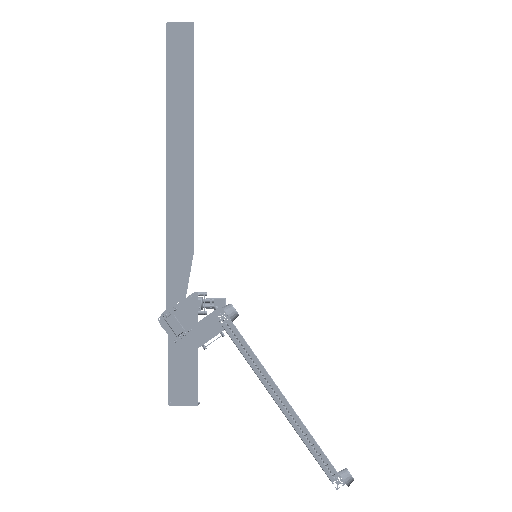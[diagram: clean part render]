
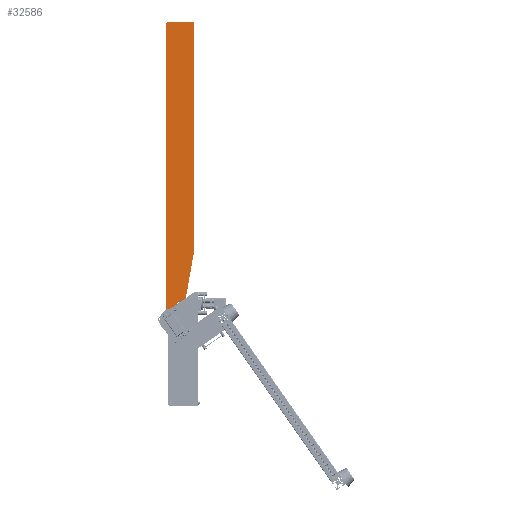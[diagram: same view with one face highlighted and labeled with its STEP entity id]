
A CAD part, left-side view. The second image highlights one B-rep face of the part: STEP entity #32586.
In plain terms, the highlighted planar face has unit normal (-1, 0, 0).
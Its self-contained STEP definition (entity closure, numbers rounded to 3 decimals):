
#1754=FACE_BOUND('',#5413,.T.);
#1755=FACE_BOUND('',#5414,.T.);
#1756=FACE_BOUND('',#5415,.T.);
#2609=PLANE('',#35376);
#3575=FACE_OUTER_BOUND('',#5412,.T.);
#5412=EDGE_LOOP('',(#22992,#22993,#22994,#22995,#22996,#22997,#22998,#22999,
#23000,#23001,#23002,#23003,#23004,#23005,#23006,#23007,#23008,#23009,#23010,
#23011,#23012));
#5413=EDGE_LOOP('',(#23013));
#5414=EDGE_LOOP('',(#23014));
#5415=EDGE_LOOP('',(#23015));
#8062=LINE('',#50073,#10764);
#8075=LINE('',#50127,#10777);
#8078=LINE('',#50136,#10780);
#8080=LINE('',#50144,#10782);
#8081=LINE('',#50148,#10783);
#8082=LINE('',#50152,#10784);
#8083=LINE('',#50156,#10785);
#8084=LINE('',#50161,#10786);
#8085=LINE('',#50164,#10787);
#8086=LINE('',#50165,#10788);
#10764=VECTOR('',#39487,10.);
#10777=VECTOR('',#39534,10.);
#10780=VECTOR('',#39543,10.);
#10782=VECTOR('',#39551,10.);
#10783=VECTOR('',#39554,10.);
#10784=VECTOR('',#39557,10.);
#10785=VECTOR('',#39560,10.);
#10786=VECTOR('',#39565,10.);
#10787=VECTOR('',#39568,10.);
#10788=VECTOR('',#39569,10.);
#13453=CIRCLE('',#35354,5.);
#13467=CIRCLE('',#35371,5.);
#13468=CIRCLE('',#35374,5.);
#13469=CIRCLE('',#35377,10.);
#13470=CIRCLE('',#35378,1.);
#13471=CIRCLE('',#35379,1.);
#13472=CIRCLE('',#35380,3.05);
#13473=CIRCLE('',#35381,1.);
#13474=CIRCLE('',#35382,1.);
#13475=CIRCLE('',#35383,10.);
#13476=CIRCLE('',#35384,5.);
#13477=CIRCLE('',#35385,1.6);
#13478=CIRCLE('',#35386,1.6);
#13479=CIRCLE('',#35387,1.6);
#15248=VERTEX_POINT('',#50063);
#15249=VERTEX_POINT('',#50065);
#15251=VERTEX_POINT('',#50071);
#15273=VERTEX_POINT('',#50119);
#15274=VERTEX_POINT('',#50121);
#15275=VERTEX_POINT('',#50125);
#15276=VERTEX_POINT('',#50129);
#15277=VERTEX_POINT('',#50131);
#15278=VERTEX_POINT('',#50135);
#15279=VERTEX_POINT('',#50139);
#15280=VERTEX_POINT('',#50141);
#15281=VERTEX_POINT('',#50143);
#15282=VERTEX_POINT('',#50145);
#15283=VERTEX_POINT('',#50147);
#15284=VERTEX_POINT('',#50149);
#15285=VERTEX_POINT('',#50151);
#15286=VERTEX_POINT('',#50153);
#15287=VERTEX_POINT('',#50155);
#15288=VERTEX_POINT('',#50157);
#15289=VERTEX_POINT('',#50159);
#15290=VERTEX_POINT('',#50163);
#15291=VERTEX_POINT('',#50166);
#15292=VERTEX_POINT('',#50168);
#15293=VERTEX_POINT('',#50170);
#18273=EDGE_CURVE('',#15248,#15249,#13453,.T.);
#18277=EDGE_CURVE('',#15248,#15251,#8062,.T.);
#18301=EDGE_CURVE('',#15273,#15274,#13467,.T.);
#18304=EDGE_CURVE('',#15273,#15275,#8075,.T.);
#18306=EDGE_CURVE('',#15276,#15277,#13468,.T.);
#18308=EDGE_CURVE('',#15278,#15277,#8078,.T.);
#18310=EDGE_CURVE('',#15251,#15279,#13469,.T.);
#18311=EDGE_CURVE('',#15280,#15279,#13470,.T.);
#18312=EDGE_CURVE('',#15280,#15281,#8080,.T.);
#18313=EDGE_CURVE('',#15282,#15281,#13471,.T.);
#18314=EDGE_CURVE('',#15282,#15283,#8081,.T.);
#18315=EDGE_CURVE('',#15283,#15284,#13472,.T.);
#18316=EDGE_CURVE('',#15284,#15285,#8082,.T.);
#18317=EDGE_CURVE('',#15286,#15285,#13473,.T.);
#18318=EDGE_CURVE('',#15286,#15287,#8083,.T.);
#18319=EDGE_CURVE('',#15288,#15287,#13474,.T.);
#18320=EDGE_CURVE('',#15288,#15289,#13475,.T.);
#18321=EDGE_CURVE('',#15289,#15274,#8084,.T.);
#18322=EDGE_CURVE('',#15278,#15275,#13476,.T.);
#18323=EDGE_CURVE('',#15276,#15290,#8085,.T.);
#18324=EDGE_CURVE('',#15290,#15249,#8086,.T.);
#18325=EDGE_CURVE('',#15291,#15291,#13477,.T.);
#18326=EDGE_CURVE('',#15292,#15292,#13478,.T.);
#18327=EDGE_CURVE('',#15293,#15293,#13479,.T.);
#22992=ORIENTED_EDGE('',*,*,#18273,.F.);
#22993=ORIENTED_EDGE('',*,*,#18277,.T.);
#22994=ORIENTED_EDGE('',*,*,#18310,.T.);
#22995=ORIENTED_EDGE('',*,*,#18311,.F.);
#22996=ORIENTED_EDGE('',*,*,#18312,.T.);
#22997=ORIENTED_EDGE('',*,*,#18313,.F.);
#22998=ORIENTED_EDGE('',*,*,#18314,.T.);
#22999=ORIENTED_EDGE('',*,*,#18315,.T.);
#23000=ORIENTED_EDGE('',*,*,#18316,.T.);
#23001=ORIENTED_EDGE('',*,*,#18317,.F.);
#23002=ORIENTED_EDGE('',*,*,#18318,.T.);
#23003=ORIENTED_EDGE('',*,*,#18319,.F.);
#23004=ORIENTED_EDGE('',*,*,#18320,.T.);
#23005=ORIENTED_EDGE('',*,*,#18321,.T.);
#23006=ORIENTED_EDGE('',*,*,#18301,.F.);
#23007=ORIENTED_EDGE('',*,*,#18304,.T.);
#23008=ORIENTED_EDGE('',*,*,#18322,.F.);
#23009=ORIENTED_EDGE('',*,*,#18308,.T.);
#23010=ORIENTED_EDGE('',*,*,#18306,.F.);
#23011=ORIENTED_EDGE('',*,*,#18323,.T.);
#23012=ORIENTED_EDGE('',*,*,#18324,.T.);
#23013=ORIENTED_EDGE('',*,*,#18325,.T.);
#23014=ORIENTED_EDGE('',*,*,#18326,.T.);
#23015=ORIENTED_EDGE('',*,*,#18327,.T.);
#32586=ADVANCED_FACE('',(#3575,#1754,#1755,#1756),#2609,.F.);
#35354=AXIS2_PLACEMENT_3D('',#50066,#39480,#39481);
#35371=AXIS2_PLACEMENT_3D('',#50122,#39528,#39529);
#35374=AXIS2_PLACEMENT_3D('',#50132,#39538,#39539);
#35376=AXIS2_PLACEMENT_3D('',#50138,#39545,#39546);
#35377=AXIS2_PLACEMENT_3D('',#50140,#39547,#39548);
#35378=AXIS2_PLACEMENT_3D('',#50142,#39549,#39550);
#35379=AXIS2_PLACEMENT_3D('',#50146,#39552,#39553);
#35380=AXIS2_PLACEMENT_3D('',#50150,#39555,#39556);
#35381=AXIS2_PLACEMENT_3D('',#50154,#39558,#39559);
#35382=AXIS2_PLACEMENT_3D('',#50158,#39561,#39562);
#35383=AXIS2_PLACEMENT_3D('',#50160,#39563,#39564);
#35384=AXIS2_PLACEMENT_3D('',#50162,#39566,#39567);
#35385=AXIS2_PLACEMENT_3D('',#50167,#39570,#39571);
#35386=AXIS2_PLACEMENT_3D('',#50169,#39572,#39573);
#35387=AXIS2_PLACEMENT_3D('',#50171,#39574,#39575);
#39480=DIRECTION('center_axis',(1.,0.,0.));
#39481=DIRECTION('ref_axis',(0.,0.707,0.707));
#39487=DIRECTION('',(0.,0.,-1.));
#39528=DIRECTION('center_axis',(-1.,0.,0.));
#39529=DIRECTION('ref_axis',(0.,0.707,0.707));
#39534=DIRECTION('',(0.,-1.,0.));
#39538=DIRECTION('center_axis',(1.,0.,0.));
#39539=DIRECTION('ref_axis',(0.,-0.996,-0.087));
#39543=DIRECTION('',(0.,-0.174,0.985));
#39545=DIRECTION('center_axis',(1.,0.,0.));
#39546=DIRECTION('ref_axis',(0.,0.,-1.));
#39547=DIRECTION('center_axis',(-1.,0.,0.));
#39548=DIRECTION('ref_axis',(0.,0.,1.));
#39549=DIRECTION('center_axis',(1.,0.,0.));
#39550=DIRECTION('ref_axis',(0.,0.626,-0.78));
#39551=DIRECTION('',(0.,-1.,0.));
#39552=DIRECTION('center_axis',(1.,0.,0.));
#39553=DIRECTION('ref_axis',(0.,-0.707,-0.707));
#39554=DIRECTION('',(0.,0.,1.));
#39555=DIRECTION('center_axis',(1.,0.,0.));
#39556=DIRECTION('ref_axis',(0.,0.,-1.));
#39557=DIRECTION('',(0.,0.,-1.));
#39558=DIRECTION('center_axis',(1.,0.,0.));
#39559=DIRECTION('ref_axis',(0.,0.707,-0.707));
#39560=DIRECTION('',(0.,-1.,0.));
#39561=DIRECTION('center_axis',(1.,0.,0.));
#39562=DIRECTION('ref_axis',(0.,-0.626,-0.78));
#39563=DIRECTION('center_axis',(-1.,0.,0.));
#39564=DIRECTION('ref_axis',(0.,0.,1.));
#39565=DIRECTION('',(0.,0.,1.));
#39566=DIRECTION('center_axis',(1.,0.,0.));
#39567=DIRECTION('ref_axis',(0.,-0.643,-0.766));
#39568=DIRECTION('',(0.,0.,1.));
#39569=DIRECTION('',(0.,1.,0.));
#39570=DIRECTION('center_axis',(1.,0.,0.));
#39571=DIRECTION('ref_axis',(0.,0.,-1.));
#39572=DIRECTION('center_axis',(1.,0.,0.));
#39573=DIRECTION('ref_axis',(0.,0.,-1.));
#39574=DIRECTION('center_axis',(1.,0.,0.));
#39575=DIRECTION('ref_axis',(0.,0.,-1.));
#50063=CARTESIAN_POINT('',(-0.5,10.,545.));
#50065=CARTESIAN_POINT('',(-0.5,5.,550.));
#50066=CARTESIAN_POINT('Origin',(-0.5,5.,545.));
#50071=CARTESIAN_POINT('',(-0.5,10.,0.));
#50073=CARTESIAN_POINT('',(-0.5,10.,550.));
#50119=CARTESIAN_POINT('',(-0.5,-15.,33.5));
#50121=CARTESIAN_POINT('',(-0.5,-10.,28.5));
#50122=CARTESIAN_POINT('Origin',(-0.5,-15.,28.5));
#50125=CARTESIAN_POINT('',(-0.5,-20.805,33.5));
#50127=CARTESIAN_POINT('',(-0.5,-28.25,33.5));
#50129=CARTESIAN_POINT('',(-0.5,-41.,124.678));
#50131=CARTESIAN_POINT('',(-0.5,-40.924,123.81));
#50132=CARTESIAN_POINT('Origin',(-0.5,-36.,124.678));
#50135=CARTESIAN_POINT('',(-0.5,-25.729,37.632));
#50136=CARTESIAN_POINT('',(-0.5,-53.079,192.742));
#50138=CARTESIAN_POINT('Origin',(-0.5,-15.5,270.));
#50139=CARTESIAN_POINT('',(-0.5,9.762,-2.167));
#50140=CARTESIAN_POINT('Origin',(-0.5,0.,0.));
#50141=CARTESIAN_POINT('',(-0.5,8.786,-2.95));
#50142=CARTESIAN_POINT('Origin',(-0.5,8.786,-1.95));
#50143=CARTESIAN_POINT('',(-0.5,4.05,-2.95));
#50144=CARTESIAN_POINT('',(-0.5,-6.225,-2.95));
#50145=CARTESIAN_POINT('',(-0.5,3.05,-1.95));
#50146=CARTESIAN_POINT('Origin',(-0.5,4.05,-1.95));
#50147=CARTESIAN_POINT('',(-0.5,3.05,0.));
#50148=CARTESIAN_POINT('',(-0.5,3.05,135.));
#50149=CARTESIAN_POINT('',(-0.5,-3.05,0.));
#50150=CARTESIAN_POINT('Origin',(-0.5,0.,0.));
#50151=CARTESIAN_POINT('',(-0.5,-3.05,-1.95));
#50152=CARTESIAN_POINT('',(-0.5,-3.05,133.525));
#50153=CARTESIAN_POINT('',(-0.5,-4.05,-2.95));
#50154=CARTESIAN_POINT('Origin',(-0.5,-4.05,-1.95));
#50155=CARTESIAN_POINT('',(-0.5,-8.786,-2.95));
#50156=CARTESIAN_POINT('',(-0.5,-12.527,-2.95));
#50157=CARTESIAN_POINT('',(-0.5,-9.762,-2.167));
#50158=CARTESIAN_POINT('Origin',(-0.5,-8.786,-1.95));
#50159=CARTESIAN_POINT('',(-0.5,-10.,0.));
#50160=CARTESIAN_POINT('Origin',(-0.5,0.,0.));
#50161=CARTESIAN_POINT('',(-0.5,-10.,151.75));
#50162=CARTESIAN_POINT('Origin',(-0.5,-20.805,38.5));
#50163=CARTESIAN_POINT('',(-0.5,-41.,550.));
#50164=CARTESIAN_POINT('',(-0.5,-41.,-10.));
#50165=CARTESIAN_POINT('',(-0.5,-41.,550.));
#50166=CARTESIAN_POINT('',(-0.5,-6.,1.6));
#50167=CARTESIAN_POINT('Origin',(-0.5,-6.,0.));
#50168=CARTESIAN_POINT('',(-0.5,6.,1.6));
#50169=CARTESIAN_POINT('Origin',(-0.5,6.,0.));
#50170=CARTESIAN_POINT('',(-0.5,0.,7.6));
#50171=CARTESIAN_POINT('Origin',(-0.5,0.,
6.));
